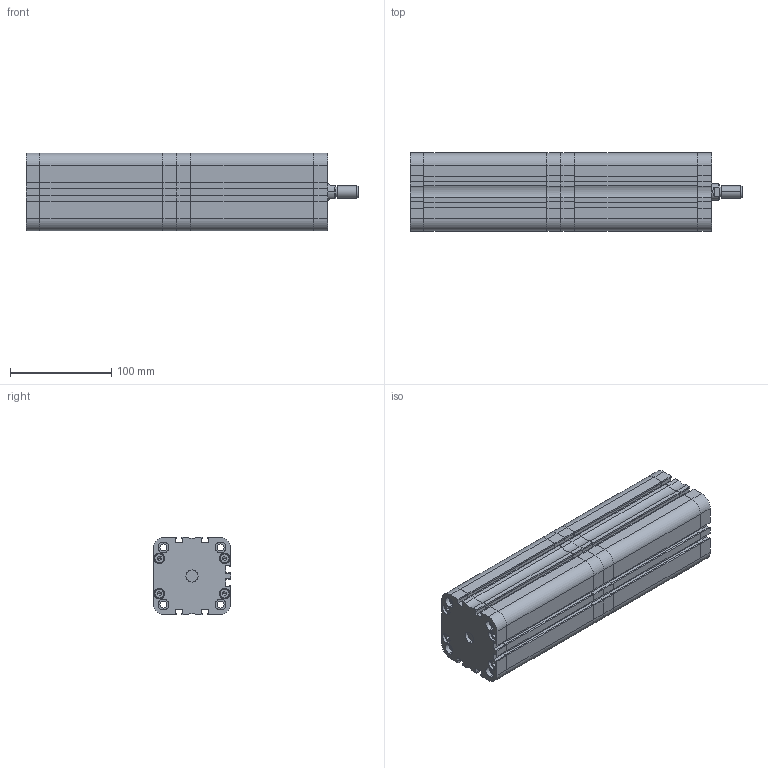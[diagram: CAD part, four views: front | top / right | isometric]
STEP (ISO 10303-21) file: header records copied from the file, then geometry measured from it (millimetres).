
FILE_DESCRIPTION (( 'STEP AP214' ), '1' );
FILE_NAME ('SM_019_063_0100_NP.STEP', '2019-11-22T11:53:33', ( '' ), ( '' ), 'SwSTEP 2.0', 'SolidWorks 2019', '' );
FILE_SCHEMA (( 'AUTOMOTIVE_DESIGN' ));
Length unit declared in the file: millimetre
Products named in the file (25): Pokrywa przód kpl^TANDEM_Pokrywa prz¢d kpl - D063; Kopia Pokrywa ty³^Pokrywa ty³ kpl_TANDEM 2_Smart - Pok tyˆ - D063; T硂k kpl^TANDEM_T坥k kpl - D063; Kopia SMART - U. t硂ka lu焠a^T硂k kpl_TANDEM_U. t坥ka lu玭a - D063; Kopia SMART - U. t³oczyska^Pokrywa przód kpl_TANDEM_U. tˆoczyska - D063; Kopia SMART - U. typ Oring - pokrywa^Pokrywa przód kpl_TANDEM_U. typ Oring - D063; Pokrywa ty³ kpl^TANDEM 2_Pok tyˆ - D063; socket set screw flat point_iso_ISO 4026 - M8 x 40-N; T³oczysko^TANDEM_Tˆoczysko - D063; Tuleja^TANDEM_Tuleja - D063; Kopia SMART - U. t³oka wklejana^T³ok kpl_TANDEM_U. tˆoka wklejana - D063; SM_019_063_0100_NP; Kopia Pokrywa przód_Smart - Pok prz¢d - D063; Kopia Magnes^T³ok kpl_TANDEM_Magnes D063; Kopia T硂k^T硂k kpl_TANDEM_T坥k - D063; T³oczysko^TANDEM - 2_Tˆoczysko - D063; socket head thin cap screw_din_DIN 7984 - M6 x 25 --- 22N; socket head thin cap screw_din_DIN 7984 - M8 x 30 --- 26.25N; Kopia SMART - U. t³oka S^T³ok kpl_TANDEM_U. tˆoka S - D063; Kopia SMART - U. typ Oring - pokrywa^Pokrywa ty³ kpl_TANDEM 2_U. typ Oring - D063; Kopia Tuleja prowadz¹ca^Pokrywa przód kpl_TANDEM_Tuleja prowadz¥ca - D063; Kopia Pierœcieñ prowadz¹cy^T³ok kpl_TANDEM_Pier˜cieä prowadz¥cy D063
Assembly tree (54 placements, depth 3):
  SM_019_063_0100_NP
    Pokrywa przód kpl^TANDEM_Pokrywa prz¢d kpl - D063
      Kopia Pokrywa przód_Smart - Pok prz¢d - D063
      Kopia SMART - U. typ Oring - pokrywa^Pokrywa przód kpl_TANDEM_U. typ Oring - D063
      Kopia Tuleja prowadz¹ca^Pokrywa przód kpl_TANDEM_Tuleja prowadz¥ca - D063
      Kopia SMART - U. t³oczyska^Pokrywa przód kpl_TANDEM_U. tˆoczyska - D063
    Tuleja^TANDEM_Tuleja - D063  x2
    T硂k kpl^TANDEM_T坥k kpl - D063
      Kopia T硂k^T硂k kpl_TANDEM_T坥k - D063
      Kopia Magnes^T³ok kpl_TANDEM_Magnes D063
      Kopia Pierœcieñ prowadz¹cy^T³ok kpl_TANDEM_Pier˜cieä prowadz¥cy D063
      Kopia SMART - U. t硂ka lu焠a^T硂k kpl_TANDEM_U. t坥ka lu玭a - D063
      Kopia SMART - U. t³oka wklejana^T³ok kpl_TANDEM_U. tˆoka wklejana - D063
      Kopia SMART - U. t³oka S^T³ok kpl_TANDEM_U. tˆoka S - D063
    T³oczysko^TANDEM_Tˆoczysko - D063
    socket head thin cap screw_din_DIN 7984 - M6 x 25 --- 22N  x16
    socket head thin cap screw_din_DIN 7984 - M8 x 30 --- 26.25N
    Pokrywa przód kpl^TANDEM_Pokrywa prz¢d kpl - D063
      Kopia Pokrywa przód_Smart - Pok prz¢d - D063
      Kopia SMART - U. typ Oring - pokrywa^Pokrywa przód kpl_TANDEM_U. typ Oring - D063
      Kopia Tuleja prowadz¹ca^Pokrywa przód kpl_TANDEM_Tuleja prowadz¥ca - D063
      Kopia SMART - U. t³oczyska^Pokrywa przód kpl_TANDEM_U. tˆoczyska - D063
    Pokrywa przód kpl^TANDEM_Pokrywa prz¢d kpl - D063
      Kopia Pokrywa przód_Smart - Pok prz¢d - D063
      Kopia SMART - U. typ Oring - pokrywa^Pokrywa przód kpl_TANDEM_U. typ Oring - D063
      Kopia Tuleja prowadz¹ca^Pokrywa przód kpl_TANDEM_Tuleja prowadz¥ca - D063
      Kopia SMART - U. t³oczyska^Pokrywa przód kpl_TANDEM_U. tˆoczyska - D063
    T硂k kpl^TANDEM_T坥k kpl - D063
      Kopia T硂k^T硂k kpl_TANDEM_T坥k - D063
      Kopia Magnes^T³ok kpl_TANDEM_Magnes D063
      Kopia Pierœcieñ prowadz¹cy^T³ok kpl_TANDEM_Pier˜cieä prowadz¥cy D063
      Kopia SMART - U. t硂ka lu焠a^T硂k kpl_TANDEM_U. t坥ka lu玭a - D063
      Kopia SMART - U. t³oka wklejana^T³ok kpl_TANDEM_U. tˆoka wklejana - D063
      Kopia SMART - U. t³oka S^T³ok kpl_TANDEM_U. tˆoka S - D063
    socket set screw flat point_iso_ISO 4026 - M8 x 40-N
    Pokrywa ty³ kpl^TANDEM 2_Pok tyˆ - D063
      Kopia Pokrywa ty³^Pokrywa ty³ kpl_TANDEM 2_Smart - Pok tyˆ - D063
      Kopia SMART - U. typ Oring - pokrywa^Pokrywa ty³ kpl_TANDEM 2_U. typ Oring - D063
    T³oczysko^TANDEM - 2_Tˆoczysko - D063
Bounding box: 328 x 77 x 77 mm (x, y, z)
Volume: 760823.3 mm3; surface area: 434888 mm2
Topology: 50 solids, 50 shells, 2190 faces, 5452 edges, 3505 vertices
Faces by surface type: plane 1085, cylinder 628, bspline 244, cone 165, torus 68
Entity records: 35797 total; most frequent: CARTESIAN_POINT 11931, ORIENTED_EDGE 4730, DIRECTION 4526, EDGE_CURVE 2365, AXIS2_PLACEMENT_3D 1555, VERTEX_POINT 1552, LINE 1416, VECTOR 1416
